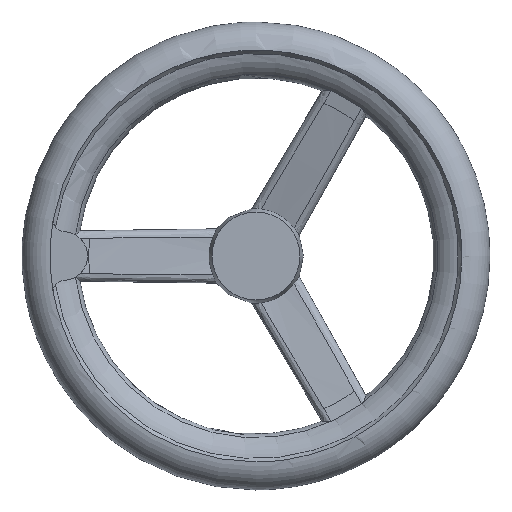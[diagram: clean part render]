
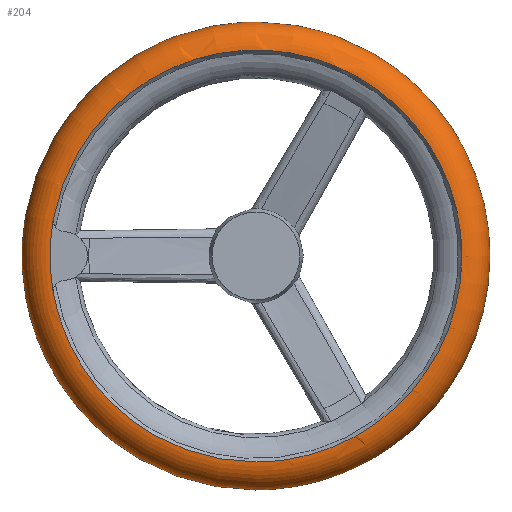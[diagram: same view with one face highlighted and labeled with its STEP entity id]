
A CAD part, left-side view. The second image highlights one B-rep face of the part: STEP entity #204.
In plain terms, the highlighted toroidal (fillet/blend) face has major radius 110 mm and minor radius 15 mm.
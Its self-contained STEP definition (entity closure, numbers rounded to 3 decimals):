
#204=ADVANCED_FACE('',(#356,#357),#257,.T.);
#257=TOROIDAL_SURFACE('',#986,110.,15.);
#264=B_SPLINE_CURVE_WITH_KNOTS('',3,(#1229,#1230,#1231,#1232,#1233,#1234),
.UNSPECIFIED.,.F.,.F.,(4,2,4),(0.,0.5,1.),.UNSPECIFIED.);
#265=B_SPLINE_CURVE_WITH_KNOTS('',3,(#1237,#1238,#1239,#1240,#1241,#1242),
.UNSPECIFIED.,.F.,.F.,(4,2,4),(0.,0.5,1.),.UNSPECIFIED.);
#266=B_SPLINE_CURVE_WITH_KNOTS('',3,(#1244,#1245,#1246,#1247,#1248,#1249),
.UNSPECIFIED.,.F.,.F.,(4,2,4),(0.,0.5,1.),.UNSPECIFIED.);
#267=B_SPLINE_CURVE_WITH_KNOTS('',3,(#1251,#1252,#1253,#1254,#1255,#1256,
#1257,#1258,#1259,#1260,#1261,#1262,#1263,#1264,#1265,#1266,#1267,#1268,
#1269,#1270,#1271,#1272,#1273,#1274,#1275,#1276,#1277,#1278,#1279,#1280,
#1281,#1282,#1283,#1284),.UNSPECIFIED.,.F.,.F.,(4,2,2,2,2,2,2,2,2,2,2,2,
2,2,2,2,4),(0.,0.063,0.125,0.188,0.25,0.313,0.375,0.438,0.5,0.563,0.625,
0.688,0.75,0.813,0.875,0.938,1.),.UNSPECIFIED.);
#356=FACE_BOUND('',#377,.T.);
#357=FACE_BOUND('',#378,.T.);
#377=EDGE_LOOP('',(#443));
#378=EDGE_LOOP('',(#444,#445,#446,#447));
#443=ORIENTED_EDGE('',*,*,#810,.F.);
#444=ORIENTED_EDGE('',*,*,#811,.F.);
#445=ORIENTED_EDGE('',*,*,#812,.T.);
#446=ORIENTED_EDGE('',*,*,#813,.T.);
#447=ORIENTED_EDGE('',*,*,#814,.T.);
#717=VERTEX_POINT('',#1228);
#718=VERTEX_POINT('',#1235);
#719=VERTEX_POINT('',#1236);
#720=VERTEX_POINT('',#1243);
#721=VERTEX_POINT('',#1250);
#810=EDGE_CURVE('',#717,#717,#947,.T.);
#811=EDGE_CURVE('',#718,#719,#264,.T.);
#812=EDGE_CURVE('',#718,#720,#265,.T.);
#813=EDGE_CURVE('',#720,#721,#266,.T.);
#814=EDGE_CURVE('',#721,#719,#267,.T.);
#947=CIRCLE('',#985,120.199);
#985=AXIS2_PLACEMENT_3D('',#1227,#1064,#1065);
#986=AXIS2_PLACEMENT_3D('',#1285,#1066,#1067);
#1064=DIRECTION('',(1.,0.,0.));
#1065=DIRECTION('',(0.,0.,-1.));
#1066=DIRECTION('',(1.,0.,0.));
#1067=DIRECTION('',(0.,0.,-1.));
#1227=CARTESIAN_POINT('',(389.352,138.667,0.));
#1228=CARTESIAN_POINT('',(389.352,138.667,-120.199));
#1229=CARTESIAN_POINT('',(363.354,246.934,-20.));
#1230=CARTESIAN_POINT('',(363.354,246.917,-20.));
#1231=CARTESIAN_POINT('',(363.354,246.9,-20.));
#1232=CARTESIAN_POINT('',(363.353,246.867,-20.));
#1233=CARTESIAN_POINT('',(363.353,246.85,-20.));
#1234=CARTESIAN_POINT('',(363.353,246.834,-20.));
#1235=CARTESIAN_POINT('',(363.354,246.934,-20.));
#1236=CARTESIAN_POINT('',(363.353,246.833,-20.));
#1237=CARTESIAN_POINT('',(363.354,246.934,-20.));
#1238=CARTESIAN_POINT('',(363.354,248.159,-13.375));
#1239=CARTESIAN_POINT('',(363.354,248.764,-6.722));
#1240=CARTESIAN_POINT('',(363.354,248.77,6.638));
#1241=CARTESIAN_POINT('',(363.354,248.159,13.375));
#1242=CARTESIAN_POINT('',(363.354,246.934,20.));
#1243=CARTESIAN_POINT('',(363.354,246.934,20.));
#1244=CARTESIAN_POINT('',(363.354,246.934,20.));
#1245=CARTESIAN_POINT('',(363.354,246.917,20.));
#1246=CARTESIAN_POINT('',(363.354,246.9,20.));
#1247=CARTESIAN_POINT('',(363.353,246.867,20.));
#1248=CARTESIAN_POINT('',(363.353,246.85,20.));
#1249=CARTESIAN_POINT('',(363.353,246.834,20.));
#1250=CARTESIAN_POINT('',(363.353,246.833,20.));
#1251=CARTESIAN_POINT('',(363.353,246.834,20.));
#1252=CARTESIAN_POINT('',(363.353,244.368,33.335));
#1253=CARTESIAN_POINT('',(363.353,239.409,46.205));
#1254=CARTESIAN_POINT('',(363.353,225.171,69.289));
#1255=CARTESIAN_POINT('',(363.353,215.896,79.496));
#1256=CARTESIAN_POINT('',(363.353,194.276,95.872));
#1257=CARTESIAN_POINT('',(363.353,181.939,102.037));
#1258=CARTESIAN_POINT('',(363.353,155.861,109.491));
#1259=CARTESIAN_POINT('',(363.353,142.129,110.779));
#1260=CARTESIAN_POINT('',(363.353,115.121,108.303));
#1261=CARTESIAN_POINT('',(363.353,101.852,104.54));
#1262=CARTESIAN_POINT('',(363.353,77.565,92.468));
#1263=CARTESIAN_POINT('',(363.353,66.553,84.164));
#1264=CARTESIAN_POINT('',(363.353,48.272,64.129));
#1265=CARTESIAN_POINT('',(363.353,41.007,52.406));
#1266=CARTESIAN_POINT('',(363.353,31.203,27.118));
#1267=CARTESIAN_POINT('',(363.353,28.667,13.561));
#1268=CARTESIAN_POINT('',(363.353,28.667,-13.561));
#1269=CARTESIAN_POINT('',(363.353,31.203,-27.118));
#1270=CARTESIAN_POINT('',(363.353,41.007,-52.406));
#1271=CARTESIAN_POINT('',(363.353,48.272,-64.129));
#1272=CARTESIAN_POINT('',(363.353,66.553,-84.164));
#1273=CARTESIAN_POINT('',(363.353,77.565,-92.468));
#1274=CARTESIAN_POINT('',(363.353,101.852,-104.54));
#1275=CARTESIAN_POINT('',(363.353,115.121,-108.303));
#1276=CARTESIAN_POINT('',(363.353,142.129,-110.779));
#1277=CARTESIAN_POINT('',(363.353,155.861,-109.491));
#1278=CARTESIAN_POINT('',(363.353,181.939,-102.037));
#1279=CARTESIAN_POINT('',(363.353,194.276,-95.872));
#1280=CARTESIAN_POINT('',(363.353,215.896,-79.496));
#1281=CARTESIAN_POINT('',(363.353,225.171,-69.289));
#1282=CARTESIAN_POINT('',(363.353,239.409,-46.205));
#1283=CARTESIAN_POINT('',(363.353,244.368,-33.335));
#1284=CARTESIAN_POINT('',(363.353,246.834,-20.));
#1285=CARTESIAN_POINT('',(378.353,138.667,0.));
